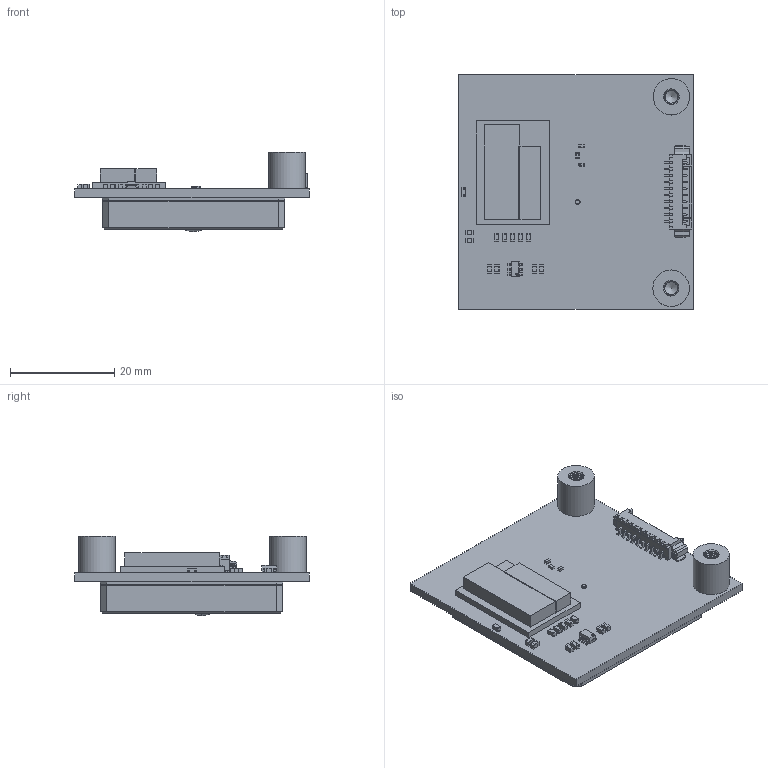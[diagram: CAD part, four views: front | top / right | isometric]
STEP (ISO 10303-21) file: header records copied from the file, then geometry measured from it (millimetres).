
FILE_DESCRIPTION(('Open CASCADE Model'),'2;1');
FILE_NAME('Open CASCADE Shape Model','2019-11-22T10:41:30',('Author'),( 'Open CASCADE'),'Open CASCADE STEP processor 6.8','Open CASCADE 6.8' ,'Unknown');
FILE_SCHEMA(('AUTOMOTIVE_DESIGN { 1 0 10303 214 1 1 1 1 }'));
Length unit declared in the file: millimetre
Products named in the file (103): PCB; Board; Open CASCADE STEP translator 6.8 2.1.1; TAB2; 7466103_(rev1); TAB1; U2; SOT23-6-2; U1; 6485690304; Extruded; 6485689824; 6485689424; R6; R0603; R5; R4; R3; R2; R1; L2; 6325933840; Terminal; Open_CASCADE_STEP_translator_6.8_1.1.1; Open_CASCADE_STEP_translator_6.8_1.1.2; Mid_Body; Open_CASCADE_STEP_translator_6.8_1.2.1; L1; CON1; Conn_Molex_53261-1071_eec_RGB6710886; C7; C_SMD_0603; C6; C5; C4; C3; 6325940960; Open_CASCADE_STEP_translator_6.8_4.1.1; Open_CASCADE_STEP_translator_6.8_4.1.2; Open_CASCADE_STEP_translator_6.8_4.2.1 ...
Assembly tree (114 placements, depth 5):
  PCB
    Board
      Open CASCADE STEP translator 6.8 2.1.1
    TAB2
      7466103_(rev1)
    TAB1
      7466103_(rev1)
    U2
      SOT23-6-2
    U1
      6485690304
        Extruded
      6485689824
        Extruded
      6485689424
        Extruded
    R6
      R0603
    R5
      R0603
    R4
      R0603
    R3
      R0603
    R2
      R0603
    R1
      R0603
    L2
      6325933840
        Terminal
          Open_CASCADE_STEP_translator_6.8_1.1.1
          Open_CASCADE_STEP_translator_6.8_1.1.2
        Mid_Body
          Open_CASCADE_STEP_translator_6.8_1.2.1
    L1
      6325933840
        Terminal
          Open_CASCADE_STEP_translator_6.8_1.1.1
          Open_CASCADE_STEP_translator_6.8_1.1.2
        Mid_Body
          Open_CASCADE_STEP_translator_6.8_1.2.1
    CON1
      Conn_Molex_53261-1071_eec_RGB6710886
      Conn_Molex_53261-1071_eec_RGB6710886
      Conn_Molex_53261-1071_eec_RGB6710886
      Conn_Molex_53261-1071_eec_RGB6710886
      Conn_Molex_53261-1071_eec_RGB6710886
      Conn_Molex_53261-1071_eec_RGB6710886
      Conn_Molex_53261-1071_eec_RGB6710886
      Conn_Molex_53261-1071_eec_RGB6710886
      Conn_Molex_53261-1071_eec_RGB6710886
      Conn_Molex_53261-1071_eec_RGB6710886
      Conn_Molex_53261-1071_eec_RGB6710886
      Conn_Molex_53261-1071_eec_RGB6710886
      Conn_Molex_53261-1071_eec_RGB6710886
      Conn_Molex_53261-1071_eec_RGB6710886
      Conn_Molex_53261-1071_eec_RGB6710886
      Conn_Molex_53261-1071_eec_RGB6710886
      Conn_Molex_53261-1071_eec_RGB6710886
Bounding box: 45 x 45 x 15.19 mm (x, y, z)
Volume: 12340.7 mm3; surface area: 12161.1 mm2
Topology: 31 solids, 31 shells, 1809 faces, 4478 edges, 2778 vertices
Faces by surface type: plane 1026, cylinder 393, bspline 308, sphere 76, cone 6
Full cylindrical faces by diameter (mm): 0.95 x1, 1 x2, 2.46 x14, 7 x2
Entity records: 63556 total; most frequent: CARTESIAN_POINT 19231, ORIENTED_EDGE 6566, DIRECTION 5442, EDGE_CURVE 3283, LINE 2474, VECTOR 2474, PRESENTATION_STYLE_ASSIGNMENT 2212, OVER_RIDING_STYLED_ITEM 2124
